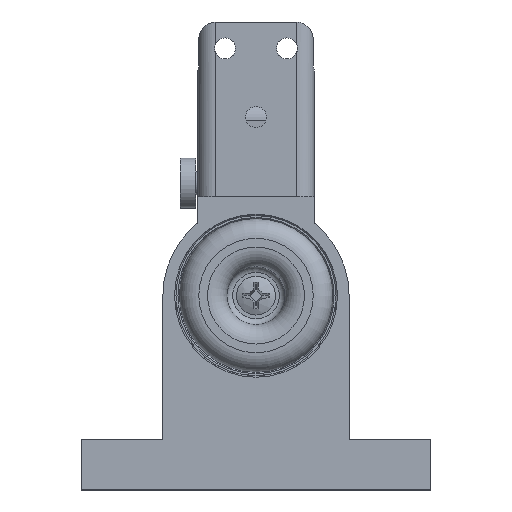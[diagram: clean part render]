
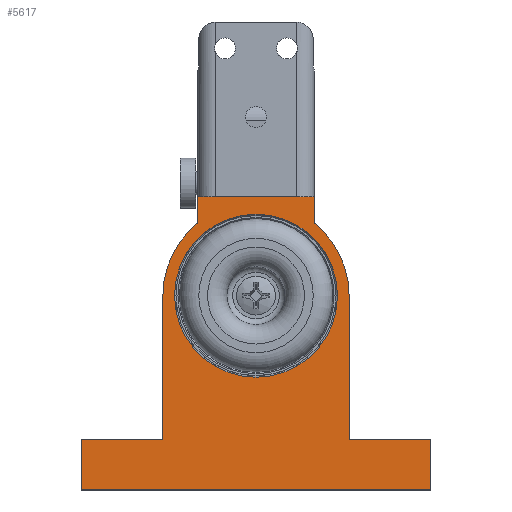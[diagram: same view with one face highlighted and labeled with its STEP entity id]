
A CAD part, top view. The second image highlights one B-rep face of the part: STEP entity #5617.
In plain terms, the highlighted planar face has unit normal (0, 0, 1).
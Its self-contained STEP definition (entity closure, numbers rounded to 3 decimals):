
#139 = DIRECTION ( 'NONE',  ( -1., 0., 0. ) ) ;
#815 = EDGE_CURVE ( 'NONE', #2692, #9023, #17839, .T. ) ;
#873 = LINE ( 'NONE', #23891, #16749 ) ;
#994 = EDGE_CURVE ( 'NONE', #6614, #3802, #16170, .T. ) ;
#1408 = VERTEX_POINT ( 'NONE', #12736 ) ;
#1654 = CARTESIAN_POINT ( 'NONE',  ( -15., 68.735, 22.5 ) ) ;
#1984 = ORIENTED_EDGE ( 'NONE', *, *, #25167, .F. ) ;
#2399 = DIRECTION ( 'NONE',  ( 0., 1., 0. ) ) ;
#2442 = ORIENTED_EDGE ( 'NONE', *, *, #6529, .F. ) ;
#2602 = PLANE ( 'NONE',  #24444 ) ;
#2625 = VERTEX_POINT ( 'NONE', #10914 ) ;
#2669 = VECTOR ( 'NONE', #6829, 1000. ) ;
#2692 = VERTEX_POINT ( 'NONE', #7005 ) ;
#2693 = EDGE_CURVE ( 'NONE', #6370, #5983, #12758, .T. ) ;
#3144 = VECTOR ( 'NONE', #25274, 1000. ) ;
#3164 = VERTEX_POINT ( 'NONE', #7844 ) ;
#3220 = ORIENTED_EDGE ( 'NONE', *, *, #22941, .T. ) ;
#3494 = DIRECTION ( 'NONE',  ( 1., 0., 0. ) ) ;
#3616 = CARTESIAN_POINT ( 'NONE',  ( -45., 0., 22.5 ) ) ;
#3717 = CARTESIAN_POINT ( 'NONE',  ( 15., 68.735, 22.5 ) ) ;
#3802 = VERTEX_POINT ( 'NONE', #23624 ) ;
#3872 = CARTESIAN_POINT ( 'NONE',  ( -15., 0., 22.5 ) ) ;
#4518 = CARTESIAN_POINT ( 'NONE',  ( -8., 100., 22.5 ) ) ;
#4644 = EDGE_CURVE ( 'NONE', #26978, #2692, #23864, .T. ) ;
#4726 = ORIENTED_EDGE ( 'NONE', *, *, #16398, .F. ) ;
#4778 = VECTOR ( 'NONE', #27311, 1000. ) ;
#5010 = EDGE_CURVE ( 'NONE', #5983, #3164, #5777, .T. ) ;
#5018 = CARTESIAN_POINT ( 'NONE',  ( -45., 13., 22.5 ) ) ;
#5430 = FACE_OUTER_BOUND ( 'NONE', #13873, .T. ) ;
#5617 = ADVANCED_FACE ( 'NONE', ( #5430, #12214 ), #2602, .F. ) ;
#5777 = LINE ( 'NONE', #3616, #4778 ) ;
#5983 = VERTEX_POINT ( 'NONE', #25114 ) ;
#6069 = ORIENTED_EDGE ( 'NONE', *, *, #6832, .F. ) ;
#6317 = CARTESIAN_POINT ( 'NONE',  ( 45., 13., 22.5 ) ) ;
#6370 = VERTEX_POINT ( 'NONE', #9566 ) ;
#6409 = CARTESIAN_POINT ( 'NONE',  ( 15., 0., 22.5 ) ) ;
#6460 = EDGE_CURVE ( 'NONE', #11702, #11702, #14544, .T. ) ;
#6529 = EDGE_CURVE ( 'NONE', #7057, #26978, #21928, .T. ) ;
#6561 = DIRECTION ( 'NONE',  ( -1., 0., 0. ) ) ;
#6584 = ORIENTED_EDGE ( 'NONE', *, *, #23814, .T. ) ;
#6614 = VERTEX_POINT ( 'NONE', #4518 ) ;
#6731 = ORIENTED_EDGE ( 'NONE', *, *, #815, .F. ) ;
#6829 = DIRECTION ( 'NONE',  ( -1., 0., 0. ) ) ;
#6832 = EDGE_CURVE ( 'NONE', #7834, #7057, #10173, .T. ) ;
#6857 = DIRECTION ( 'NONE',  ( 0., 0., -1. ) ) ;
#6898 = DIRECTION ( 'NONE',  ( 0., -1., 0. ) ) ;
#6915 = ORIENTED_EDGE ( 'NONE', *, *, #5010, .T. ) ;
#7005 = CARTESIAN_POINT ( 'NONE',  ( 24., 50., 22.5 ) ) ;
#7057 = VERTEX_POINT ( 'NONE', #8051 ) ;
#7834 = VERTEX_POINT ( 'NONE', #12273 ) ;
#7844 = CARTESIAN_POINT ( 'NONE',  ( 45., 0., 22.5 ) ) ;
#8051 = CARTESIAN_POINT ( 'NONE',  ( 15., 100., 22.5 ) ) ;
#9023 = VERTEX_POINT ( 'NONE', #16442 ) ;
#9243 = CARTESIAN_POINT ( 'NONE',  ( -24., 50., 22.5 ) ) ;
#9566 = CARTESIAN_POINT ( 'NONE',  ( -45., 13., 22.5 ) ) ;
#9945 = DIRECTION ( 'NONE',  ( 0., 0., -1. ) ) ;
#10173 = LINE ( 'NONE', #15922, #15236 ) ;
#10295 = CARTESIAN_POINT ( 'NONE',  ( -8., 0., 22.5 ) ) ;
#10736 = VECTOR ( 'NONE', #18227, 1000. ) ;
#10914 = CARTESIAN_POINT ( 'NONE',  ( -8., 85., 22.5 ) ) ;
#11702 = VERTEX_POINT ( 'NONE', #19246 ) ;
#11876 = DIRECTION ( 'NONE',  ( 0., -1., 0. ) ) ;
#12019 = DIRECTION ( 'NONE',  ( -1., 0., 0. ) ) ;
#12214 = FACE_BOUND ( 'NONE', #27639, .T. ) ;
#12273 = CARTESIAN_POINT ( 'NONE',  ( 8., 100., 22.5 ) ) ;
#12373 = DIRECTION ( 'NONE',  ( 0., 1., 0. ) ) ;
#12582 = DIRECTION ( 'NONE',  ( 0., -1., 0. ) ) ;
#12736 = CARTESIAN_POINT ( 'NONE',  ( 8., 85., 22.5 ) ) ;
#12758 = LINE ( 'NONE', #5018, #15109 ) ;
#12768 = EDGE_CURVE ( 'NONE', #1408, #7834, #873, .T. ) ;
#12823 = VECTOR ( 'NONE', #23406, 1000. ) ;
#12980 = CARTESIAN_POINT ( 'NONE',  ( 24., 0., 22.5 ) ) ;
#12997 = EDGE_CURVE ( 'NONE', #6370, #27881, #13395, .T. ) ;
#13322 = EDGE_CURVE ( 'NONE', #1408, #2625, #22139, .T. ) ;
#13395 = LINE ( 'NONE', #20580, #10736 ) ;
#13873 = EDGE_LOOP ( 'NONE', ( #16397, #15963, #24202, #24421, #26264, #3220, #6584, #19329, #17027, #6915, #1984, #4726, #6731, #25888, #2442, #6069 ) ) ;
#13899 = CARTESIAN_POINT ( 'NONE',  ( 45., 13., 22.5 ) ) ;
#13955 = LINE ( 'NONE', #3872, #3144 ) ;
#13993 = ORIENTED_EDGE ( 'NONE', *, *, #6460, .T. ) ;
#14188 = CARTESIAN_POINT ( 'NONE',  ( 0., 50., 22.5 ) ) ;
#14544 = CIRCLE ( 'NONE', #27935, 21. ) ;
#15109 = VECTOR ( 'NONE', #6898, 1000. ) ;
#15160 = VECTOR ( 'NONE', #12582, 1000. ) ;
#15236 = VECTOR ( 'NONE', #19866, 1000. ) ;
#15922 = CARTESIAN_POINT ( 'NONE',  ( 0., 100., 22.5 ) ) ;
#15963 = ORIENTED_EDGE ( 'NONE', *, *, #13322, .T. ) ;
#15972 = AXIS2_PLACEMENT_3D ( 'NONE', #24060, #19461, #6561 ) ;
#16170 = LINE ( 'NONE', #24154, #2669 ) ;
#16315 = LINE ( 'NONE', #24888, #16991 ) ;
#16397 = ORIENTED_EDGE ( 'NONE', *, *, #12768, .F. ) ;
#16398 = EDGE_CURVE ( 'NONE', #9023, #27100, #16315, .T. ) ;
#16429 = LINE ( 'NONE', #13899, #19793 ) ;
#16442 = CARTESIAN_POINT ( 'NONE',  ( 24., 13., 22.5 ) ) ;
#16564 = EDGE_CURVE ( 'NONE', #3802, #19475, #13955, .T. ) ;
#16608 = CARTESIAN_POINT ( 'NONE',  ( -24., 13., 22.5 ) ) ;
#16749 = VECTOR ( 'NONE', #2399, 1000. ) ;
#16991 = VECTOR ( 'NONE', #3494, 1000. ) ;
#17027 = ORIENTED_EDGE ( 'NONE', *, *, #2693, .T. ) ;
#17640 = EDGE_CURVE ( 'NONE', #2625, #6614, #27236, .T. ) ;
#17839 = LINE ( 'NONE', #12980, #12823 ) ;
#18210 = DIRECTION ( 'NONE',  ( 0., -1., 0. ) ) ;
#18227 = DIRECTION ( 'NONE',  ( 1., 0., 0. ) ) ;
#18231 = DIRECTION ( 'NONE',  ( -1., 0., 0. ) ) ;
#18893 = VECTOR ( 'NONE', #11876, 1000. ) ;
#19155 = LINE ( 'NONE', #25463, #15160 ) ;
#19246 = CARTESIAN_POINT ( 'NONE',  ( -21., 50., 22.5 ) ) ;
#19329 = ORIENTED_EDGE ( 'NONE', *, *, #12997, .F. ) ;
#19461 = DIRECTION ( 'NONE',  ( 0., 0., -1. ) ) ;
#19475 = VERTEX_POINT ( 'NONE', #1654 ) ;
#19654 = CIRCLE ( 'NONE', #21129, 24. ) ;
#19793 = VECTOR ( 'NONE', #18210, 1000. ) ;
#19866 = DIRECTION ( 'NONE',  ( 1., 0., 0. ) ) ;
#20580 = CARTESIAN_POINT ( 'NONE',  ( -45., 13., 22.5 ) ) ;
#21129 = AXIS2_PLACEMENT_3D ( 'NONE', #22920, #27301, #12019 ) ;
#21474 = VECTOR ( 'NONE', #12373, 1000. ) ;
#21928 = LINE ( 'NONE', #6409, #18893 ) ;
#21936 = CARTESIAN_POINT ( 'NONE',  ( -45., 13., 22.5 ) ) ;
#22139 = LINE ( 'NONE', #27120, #24145 ) ;
#22920 = CARTESIAN_POINT ( 'NONE',  ( 0., 50., 22.5 ) ) ;
#22941 = EDGE_CURVE ( 'NONE', #19475, #27396, #19654, .T. ) ;
#23406 = DIRECTION ( 'NONE',  ( 0., -1., 0. ) ) ;
#23624 = CARTESIAN_POINT ( 'NONE',  ( -15., 100., 22.5 ) ) ;
#23814 = EDGE_CURVE ( 'NONE', #27396, #27881, #19155, .T. ) ;
#23864 = CIRCLE ( 'NONE', #15972, 24. ) ;
#23891 = CARTESIAN_POINT ( 'NONE',  ( 8., 0., 22.5 ) ) ;
#24060 = CARTESIAN_POINT ( 'NONE',  ( 0., 50., 22.5 ) ) ;
#24145 = VECTOR ( 'NONE', #18231, 1000. ) ;
#24154 = CARTESIAN_POINT ( 'NONE',  ( 0., 100., 22.5 ) ) ;
#24202 = ORIENTED_EDGE ( 'NONE', *, *, #17640, .T. ) ;
#24421 = ORIENTED_EDGE ( 'NONE', *, *, #994, .T. ) ;
#24444 = AXIS2_PLACEMENT_3D ( 'NONE', #21936, #6857, #139 ) ;
#24888 = CARTESIAN_POINT ( 'NONE',  ( -45., 13., 22.5 ) ) ;
#25114 = CARTESIAN_POINT ( 'NONE',  ( -45., 0., 22.5 ) ) ;
#25167 = EDGE_CURVE ( 'NONE', #27100, #3164, #16429, .T. ) ;
#25274 = DIRECTION ( 'NONE',  ( 0., -1., 0. ) ) ;
#25463 = CARTESIAN_POINT ( 'NONE',  ( -24., 0., 22.5 ) ) ;
#25888 = ORIENTED_EDGE ( 'NONE', *, *, #4644, .F. ) ;
#26264 = ORIENTED_EDGE ( 'NONE', *, *, #16564, .T. ) ;
#26978 = VERTEX_POINT ( 'NONE', #3717 ) ;
#27100 = VERTEX_POINT ( 'NONE', #6317 ) ;
#27120 = CARTESIAN_POINT ( 'NONE',  ( 0., 85., 22.5 ) ) ;
#27236 = LINE ( 'NONE', #10295, #21474 ) ;
#27299 = DIRECTION ( 'NONE',  ( -1., 0., 0. ) ) ;
#27301 = DIRECTION ( 'NONE',  ( 0., 0., 1. ) ) ;
#27311 = DIRECTION ( 'NONE',  ( 1., 0., 0. ) ) ;
#27396 = VERTEX_POINT ( 'NONE', #9243 ) ;
#27639 = EDGE_LOOP ( 'NONE', ( #13993 ) ) ;
#27881 = VERTEX_POINT ( 'NONE', #16608 ) ;
#27935 = AXIS2_PLACEMENT_3D ( 'NONE', #14188, #9945, #27299 ) ;
